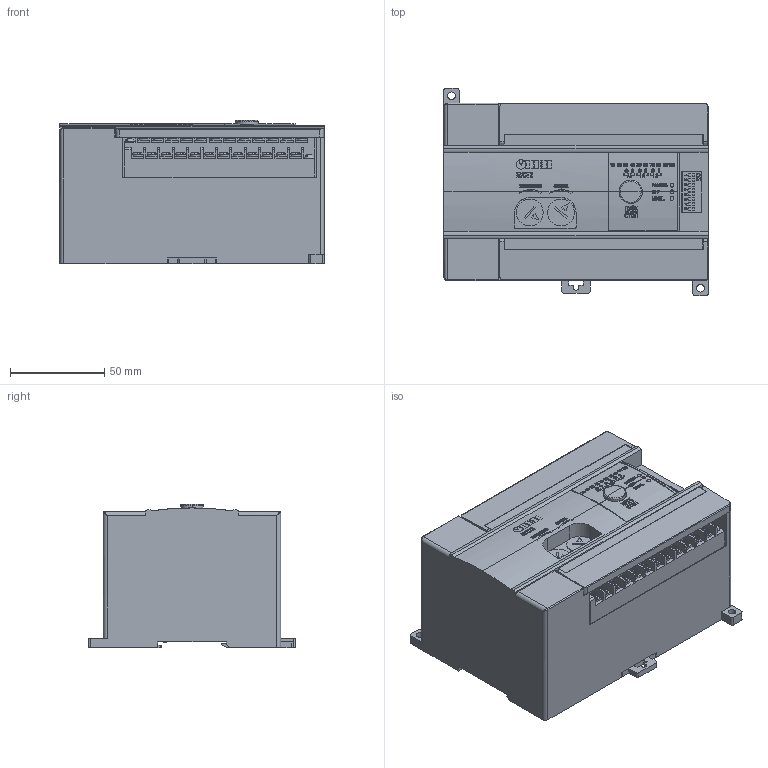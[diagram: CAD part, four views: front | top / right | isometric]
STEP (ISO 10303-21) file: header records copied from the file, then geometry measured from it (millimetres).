
FILE_DESCRIPTION (( 'STEP AP214' ), '1' );
FILE_NAME ('3D 沓麧錪 輾旂2.STEP', '2016-02-10T14:50:54', ( '' ), ( '' ), 'SwSTEP 2.0', 'SolidWorks 2013', '' );
FILE_SCHEMA (( 'AUTOMOTIVE_DESIGN' ));
Length unit declared in the file: millimetre
Products named in the file (9): Ôèêñàòîð òèï2; DIP-ïåðåêëþ÷àòåëü 8ïîç; Ïàíåëü ëèöåâàÿ ÁÓÑÒ2; 扻豵鵨 輾旂2; 3D 沓麧錪 輾旂2; Êðûøêà ïðîçðà÷íàÿ ÁÓÑÒ2; 鎔艜 襞旂 17473_M3x10; 鎔艜 襞旂 17473_M3x20; Ðîçåòêà ÌÕ - 24
Assembly tree (12 placements, depth 2):
  3D 沓麧錪 輾旂2
    扻豵鵨 輾旂2
    Ïàíåëü ëèöåâàÿ ÁÓÑÒ2
    DIP-ïåðåêëþ÷àòåëü 8ïîç
    Ôèêñàòîð òèï2
    Ðîçåòêà ÌÕ - 24  x2
    鎔艜 襞旂 17473_M3x20  x2
    鎔艜 襞旂 17473_M3x10  x2
    Êðûøêà ïðîçðà÷íàÿ ÁÓÑÒ2  x2
Bounding box: 140 x 110 x 75.9 mm (x, y, z)
Volume: 897236.5 mm3; surface area: 106145.1 mm2
Topology: 17 solids, 17 shells, 3224 faces, 8648 edges, 5716 vertices
Faces by surface type: plane 1984, bspline 526, cylinder 402, cone 200, torus 104, sphere 8
Entity records: 130909 total; most frequent: CARTESIAN_POINT 55814, ORIENTED_EDGE 12844, DIRECTION 9316, EDGE_CURVE 6422, VERTEX_POINT 4252, VECTOR 3210, LINE 3210, AXIS2_PLACEMENT_3D 3053
